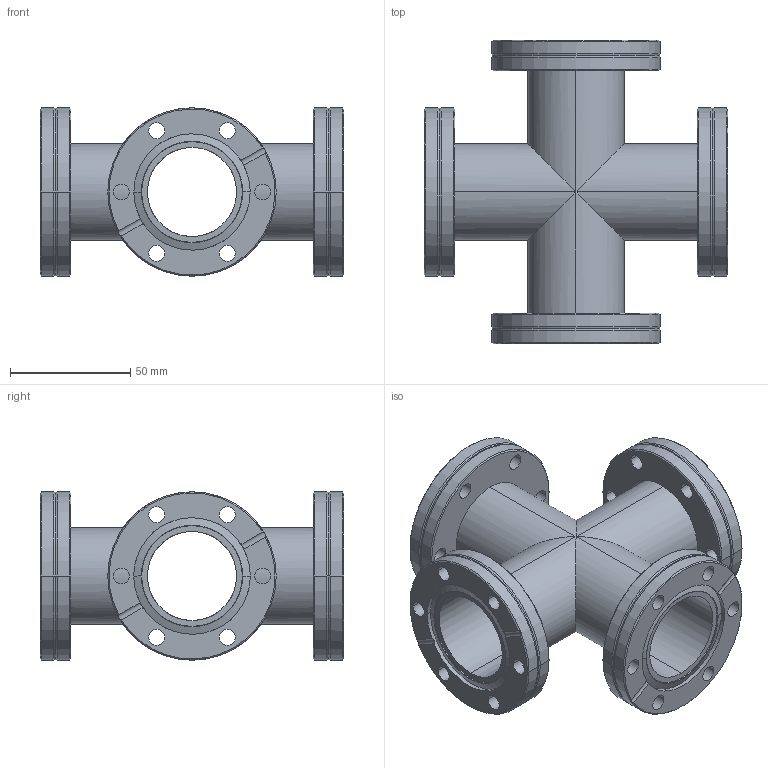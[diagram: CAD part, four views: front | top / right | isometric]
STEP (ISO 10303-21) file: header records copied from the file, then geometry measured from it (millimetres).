
FILE_DESCRIPTION (( 'STEP AP214' ), '1' );
FILE_NAME ('420RKS040.stp', '2017-05-31T08:36:24', ( '' ), ( '' ), 'SwSTEP 2.0', 'SolidWorks 2015', '' );
FILE_SCHEMA (( 'AUTOMOTIVE_DESIGN' ));
Length unit declared in the file: millimetre
Products named in the file (1): 420RKS040
Bounding box: 126 x 126 x 69.9 mm (x, y, z)
Volume: 151761 mm3; surface area: 88832.1 mm2
Topology: 1 solids, 3 shells, 204 faces, 490 edges, 298 vertices
Faces by surface type: cylinder 112, cone 40, torus 28, plane 24
Entity records: 8548 total; most frequent: CARTESIAN_POINT 1263, DIRECTION 1154, ORIENTED_EDGE 980, AXIS2_PLACEMENT_3D 501, EDGE_CURVE 490, VERTEX_POINT 298, CIRCLE 296, EDGE_LOOP 268
